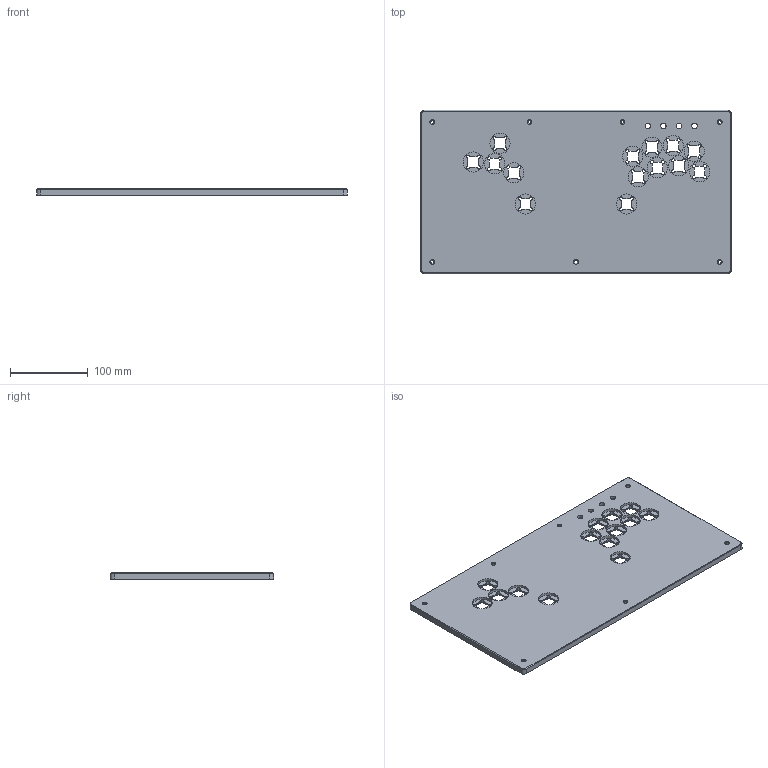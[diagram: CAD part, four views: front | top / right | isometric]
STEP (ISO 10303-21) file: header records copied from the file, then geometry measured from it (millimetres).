
FILE_DESCRIPTION(('FreeCAD Model'),'2;1');
FILE_NAME('Open CASCADE Shape Model','2024-02-07T10:23:23',(''),(''), 'Open CASCADE STEP processor 7.7','FreeCAD','Unknown');
FILE_SCHEMA(('AUTOMOTIVE_DESIGN { 1 0 10303 214 1 1 1 1 }'));
Length unit declared in the file: millimetre
Products named in the file (1): Top
Bounding box: 400 x 210 x 8 mm (x, y, z)
Volume: 621849.2 mm3; surface area: 180268.1 mm2
Topology: 1 solids, 1 shells, 422 faces, 1191 edges, 789 vertices
Faces by surface type: plane 212, cylinder 199, cone 11
Full cylindrical faces by diameter (mm): 4 x7, 7 x4, 26 x14
Entity records: 14092 total; most frequent: DIRECTION 2670, CARTESIAN_POINT 2403, ORIENTED_EDGE 2382, EDGE_CURVE 1191, AXIS2_PLACEMENT_3D 1056, VERTEX_POINT 789, LINE 558, VECTOR 558
